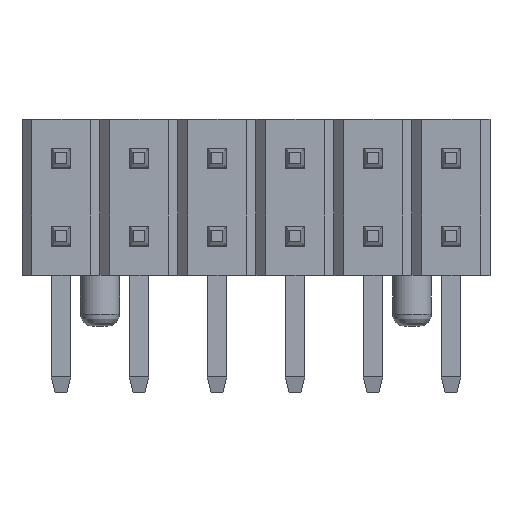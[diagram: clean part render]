
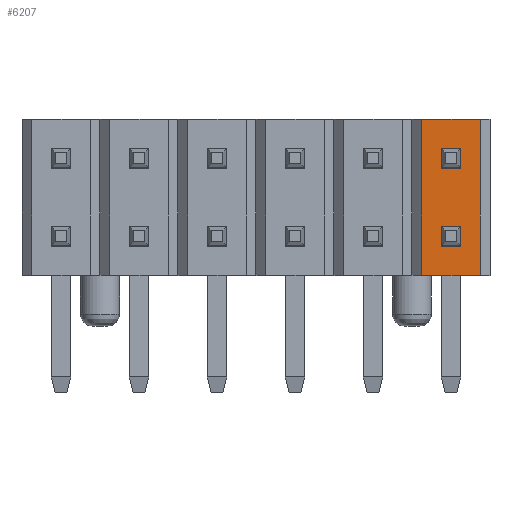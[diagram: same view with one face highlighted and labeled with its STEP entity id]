
A CAD part, top view. The second image highlights one B-rep face of the part: STEP entity #6207.
In plain terms, the highlighted planar face has unit normal (0, 0, 1).
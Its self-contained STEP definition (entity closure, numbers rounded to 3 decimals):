
#22=FACE_BOUND('',#809,.T.);
#23=FACE_BOUND('',#810,.T.);
#468=FACE_OUTER_BOUND('',#808,.T.);
#808=EDGE_LOOP('',(#5126,#5127,#5128,#5129));
#809=EDGE_LOOP('',(#5130,#5131,#5132,#5133));
#810=EDGE_LOOP('',(#5134,#5135,#5136,#5137));
#874=LINE('',#8299,#1614);
#880=LINE('',#8310,#1620);
#889=LINE('',#8328,#1629);
#911=LINE('',#8371,#1651);
#924=LINE('',#8405,#1664);
#932=LINE('',#8424,#1672);
#952=LINE('',#8464,#1692);
#959=LINE('',#8477,#1699);
#1516=LINE('',#9734,#2256);
#1558=LINE('',#9817,#2298);
#1570=LINE('',#9913,#2310);
#1571=LINE('',#9915,#2311);
#1614=VECTOR('',#6716,10.);
#1620=VECTOR('',#6726,10.);
#1629=VECTOR('',#6741,10.);
#1651=VECTOR('',#6795,10.);
#1664=VECTOR('',#6822,10.);
#1672=VECTOR('',#6838,10.);
#1692=VECTOR('',#6880,10.);
#1699=VECTOR('',#6895,10.);
#2256=VECTOR('',#8062,1.5);
#2298=VECTOR('',#8110,1.5);
#2310=VECTOR('',#8160,4.);
#2311=VECTOR('',#8163,4.);
#2360=VERTEX_POINT('',#8297);
#2361=VERTEX_POINT('',#8298);
#2364=VERTEX_POINT('',#8309);
#2370=VERTEX_POINT('',#8327);
#2388=VERTEX_POINT('',#8403);
#2389=VERTEX_POINT('',#8404);
#2396=VERTEX_POINT('',#8423);
#2405=VERTEX_POINT('',#8463);
#2801=VERTEX_POINT('',#9731);
#2802=VERTEX_POINT('',#9733);
#2839=VERTEX_POINT('',#9814);
#2840=VERTEX_POINT('',#9816);
#2878=EDGE_CURVE('',#2360,#2361,#874,.T.);
#2884=EDGE_CURVE('',#2364,#2360,#880,.T.);
#2893=EDGE_CURVE('',#2370,#2364,#889,.T.);
#2915=EDGE_CURVE('',#2361,#2370,#911,.T.);
#2930=EDGE_CURVE('',#2388,#2389,#924,.T.);
#2940=EDGE_CURVE('',#2396,#2388,#932,.T.);
#2960=EDGE_CURVE('',#2405,#2396,#952,.T.);
#2967=EDGE_CURVE('',#2389,#2405,#959,.T.);
#3584=EDGE_CURVE('',#2802,#2801,#1516,.T.);
#3626=EDGE_CURVE('',#2840,#2839,#1558,.T.);
#3648=EDGE_CURVE('',#2801,#2840,#1570,.T.);
#3649=EDGE_CURVE('',#2839,#2802,#1571,.T.);
#5126=ORIENTED_EDGE('',*,*,#3649,.T.);
#5127=ORIENTED_EDGE('',*,*,#3584,.T.);
#5128=ORIENTED_EDGE('',*,*,#3648,.T.);
#5129=ORIENTED_EDGE('',*,*,#3626,.T.);
#5130=ORIENTED_EDGE('',*,*,#2884,.T.);
#5131=ORIENTED_EDGE('',*,*,#2878,.T.);
#5132=ORIENTED_EDGE('',*,*,#2915,.T.);
#5133=ORIENTED_EDGE('',*,*,#2893,.T.);
#5134=ORIENTED_EDGE('',*,*,#2940,.T.);
#5135=ORIENTED_EDGE('',*,*,#2930,.T.);
#5136=ORIENTED_EDGE('',*,*,#2967,.T.);
#5137=ORIENTED_EDGE('',*,*,#2960,.T.);
#5584=PLANE('',#6644);
#6207=ADVANCED_FACE('',(#468,#22,#23),#5584,.T.);
#6644=AXIS2_PLACEMENT_3D('',#9914,#8161,#8162);
#6716=DIRECTION('',(0.,1.,0.));
#6726=DIRECTION('',(-1.,0.,0.));
#6741=DIRECTION('',(0.,-1.,0.));
#6795=DIRECTION('',(1.,0.,0.));
#6822=DIRECTION('',(-1.,0.,0.));
#6838=DIRECTION('',(0.,-1.,0.));
#6880=DIRECTION('',(1.,0.,0.));
#6895=DIRECTION('',(0.,1.,0.));
#8062=DIRECTION('',(-1.,0.,0.));
#8110=DIRECTION('',(1.,0.,0.));
#8160=DIRECTION('',(0.,-1.,0.));
#8161=DIRECTION('center_axis',(0.,0.,1.));
#8162=DIRECTION('ref_axis',(1.,0.,0.));
#8163=DIRECTION('',(0.,1.,0.));
#8297=CARTESIAN_POINT('',(10.75,4.05,0.));
#8298=CARTESIAN_POINT('',(10.75,4.55,0.));
#8299=CARTESIAN_POINT('',(10.75,2.6,0.));
#8309=CARTESIAN_POINT('',(11.25,4.05,0.));
#8310=CARTESIAN_POINT('',(10.875,4.05,0.));
#8327=CARTESIAN_POINT('',(11.25,4.55,0.));
#8328=CARTESIAN_POINT('',(11.25,2.35,0.));
#8371=CARTESIAN_POINT('',(11.125,4.55,0.));
#8403=CARTESIAN_POINT('',(11.25,2.05,0.));
#8404=CARTESIAN_POINT('',(10.75,2.05,0.));
#8405=CARTESIAN_POINT('',(10.875,2.05,0.));
#8423=CARTESIAN_POINT('',(11.25,2.55,0.));
#8424=CARTESIAN_POINT('',(11.25,0.8,0.));
#8463=CARTESIAN_POINT('',(10.75,2.55,0.));
#8464=CARTESIAN_POINT('',(11.125,2.55,0.));
#8477=CARTESIAN_POINT('',(10.75,0.8,0.));
#9731=CARTESIAN_POINT('',(10.25,5.3,0.));
#9733=CARTESIAN_POINT('',(11.75,5.3,0.));
#9734=CARTESIAN_POINT('',(11.75,5.3,0.));
#9814=CARTESIAN_POINT('',(11.75,1.3,0.));
#9816=CARTESIAN_POINT('',(10.25,1.3,0.));
#9817=CARTESIAN_POINT('',(10.25,1.3,0.));
#9913=CARTESIAN_POINT('',(10.25,5.3,0.));
#9914=CARTESIAN_POINT('Origin',(11.,3.3,0.));
#9915=CARTESIAN_POINT('',(11.75,1.3,0.));
